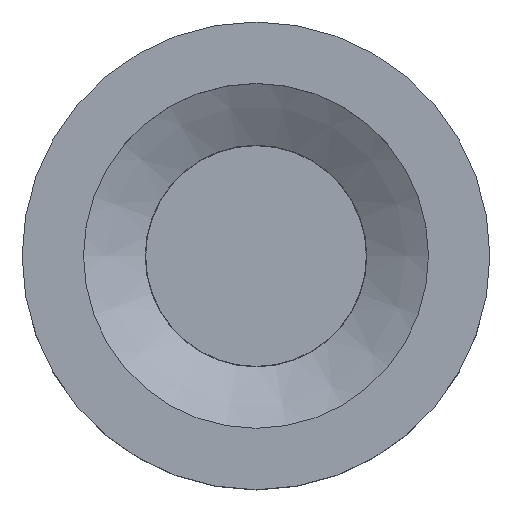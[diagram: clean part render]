
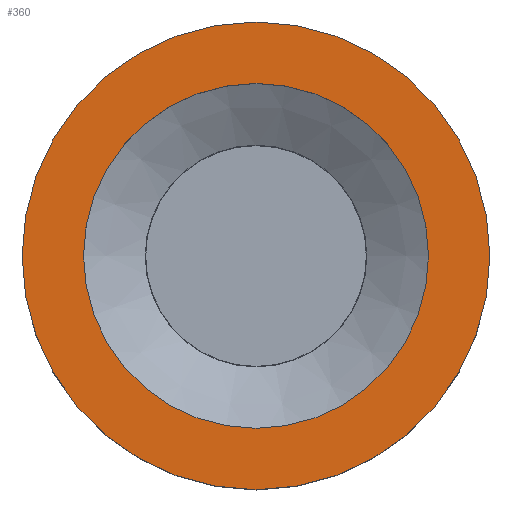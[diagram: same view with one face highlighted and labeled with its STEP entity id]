
A CAD part, top view. The second image highlights one B-rep face of the part: STEP entity #360.
In plain terms, the highlighted planar face has unit normal (0, 0, 1).
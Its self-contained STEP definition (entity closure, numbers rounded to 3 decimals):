
#180=CARTESIAN_POINT('',(29.363,0.,19.05));
#181=VERTEX_POINT('',#180);
#182=CARTESIAN_POINT('',(0.0,0.0,19.05));
#183=DIRECTION('',(0.0,0.0,-1.0));
#184=DIRECTION('',(-1.0,0.0,0.0));
#185=AXIS2_PLACEMENT_3D('',#182,#183,#184);
#186=CIRCLE('',#185,29.363);
#187=EDGE_CURVE('',#181,#181,#186,.T.);
#314=CARTESIAN_POINT('',(21.655,0.,19.05));
#315=VERTEX_POINT('',#314);
#316=CARTESIAN_POINT('',(0.0,0.0,19.05));
#317=DIRECTION('',(0.0,0.0,-1.0));
#318=DIRECTION('',(-1.0,0.0,0.0));
#319=AXIS2_PLACEMENT_3D('',#316,#317,#318);
#320=CIRCLE('',#319,21.655);
#321=EDGE_CURVE('',#315,#315,#320,.T.);
#349=CARTESIAN_POINT('',(0.0,0.0,19.05));
#350=DIRECTION('',(0.0,0.0,-1.0));
#351=DIRECTION('',(-1.0,0.0,0.0));
#352=AXIS2_PLACEMENT_3D('',#349,#350,#351);
#353=PLANE('',#352);
#354=ORIENTED_EDGE('',*,*,#187,.F.);
#355=EDGE_LOOP('',(#354));
#356=FACE_OUTER_BOUND('',#355,.T.);
#357=ORIENTED_EDGE('',*,*,#321,.T.);
#358=EDGE_LOOP('',(#357));
#359=FACE_BOUND('',#358,.T.);
#360=ADVANCED_FACE('',(#356,#359),#353,.F.);
